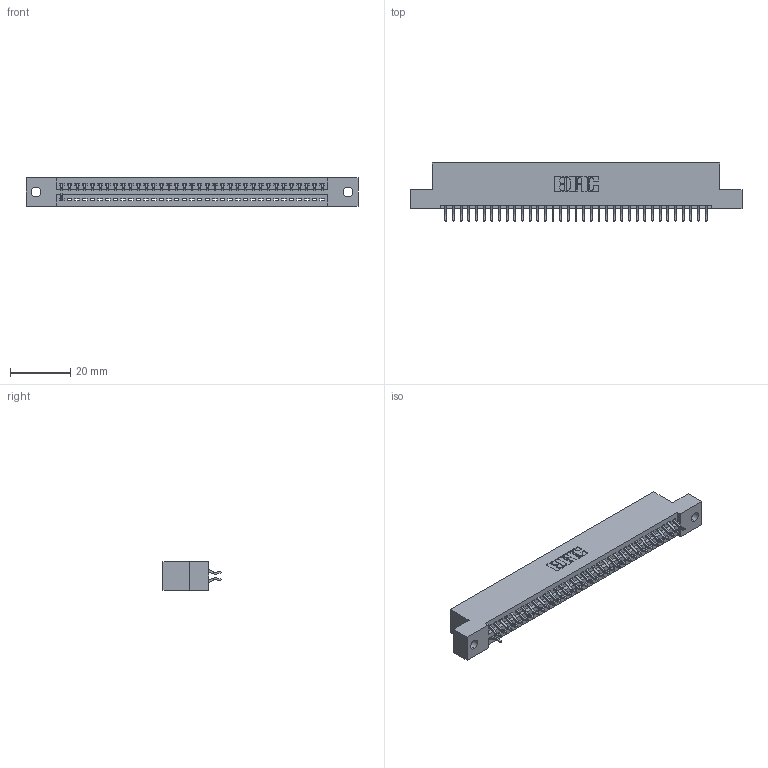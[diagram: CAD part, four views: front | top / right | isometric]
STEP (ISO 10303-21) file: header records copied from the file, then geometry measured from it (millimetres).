
FILE_DESCRIPTION (( 'STEP AP203' ), '1' );
FILE_NAME ('395-070-556-202.STEP', '2018-11-27T00:45:15', ( '' ), ( '' ), 'SwSTEP 2.0', 'SolidWorks 2016', '' );
FILE_SCHEMA (( 'CONFIG_CONTROL_DESIGN' ));
Length unit declared in the file: inch
Products named in the file (3): 345 Part_Flush Mounting Lugs - 0.128 Dia; 395-070-556-202; 345-292-001_556 Tail
Assembly tree (37 placements, depth 2):
  395-070-556-202
    345 Part_Flush Mounting Lugs - 0.128 Dia
    345-292-001_556 Tail  x36
Bounding box: 110.11 x 19.24 x 9.4 mm (x, y, z)
Volume: 10286.5 mm3; surface area: 13029.6 mm2
Topology: 37 solids, 37 shells, 2414 faces, 7271 edges, 4798 vertices
Faces by surface type: plane 1650, cylinder 764
Entity records: 27539 total; most frequent: CARTESIAN_POINT 4786, ORIENTED_EDGE 4742, DIRECTION 4179, EDGE_CURVE 2371, LINE 2091, VECTOR 2091, VERTEX_POINT 1578, AXIS2_PLACEMENT_3D 1044
